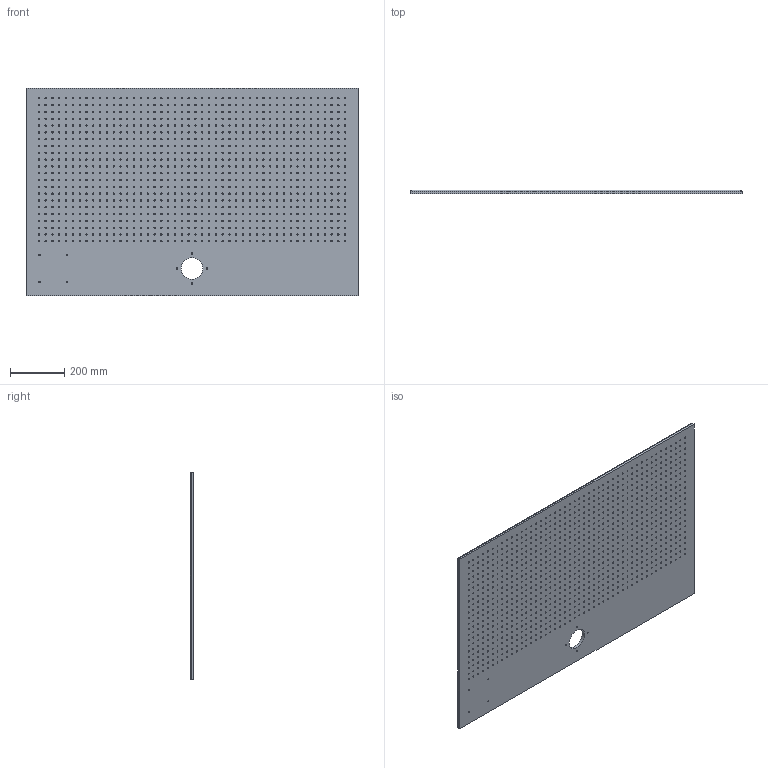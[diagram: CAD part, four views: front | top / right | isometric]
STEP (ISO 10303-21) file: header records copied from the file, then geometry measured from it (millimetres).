
FILE_DESCRIPTION(/* description */ (''),/* implementation_level */ '2;1');
FILE_NAME(/* name */ 'Human Subject Testbed - Mounting Plate 2.stp',/* time_stamp */ '2025-07-02T08:12:08-04:00',/* author */ ('jmarvel'),/* organization */ ('NIST'),/* preprocessor_version */ 'ST-DEVELOPER v20',/* originating_system */ 'Autodesk Inventor 2025',/* authorisation */ '');
FILE_SCHEMA (('AUTOMOTIVE_DESIGN { 1 0 10303 214 3 1 1 }'));
Length unit declared in the file: millimetre
Products named in the file (1): Human Subject Testbed - Mounting Plate 2
Bounding box: 1219.2 x 12.7 x 762 mm (x, y, z)
Volume: 11467661.6 mm3; surface area: 2054371.2 mm2
Topology: 1 solids, 1 shells, 1031 faces, 3083 edges, 2054 vertices
Faces by surface type: cylinder 1025, plane 6
Full cylindrical faces by diameter (mm): 4.917 x1020, 80 x1
Entity records: 40118 total; most frequent: DIRECTION 7193, CARTESIAN_POINT 6169, ORIENTED_EDGE 6166, EDGE_CURVE 3083, AXIS2_PLACEMENT_3D 3078, EDGE_LOOP 3073, VERTEX_POINT 2054, FACE_BOUND 2042
